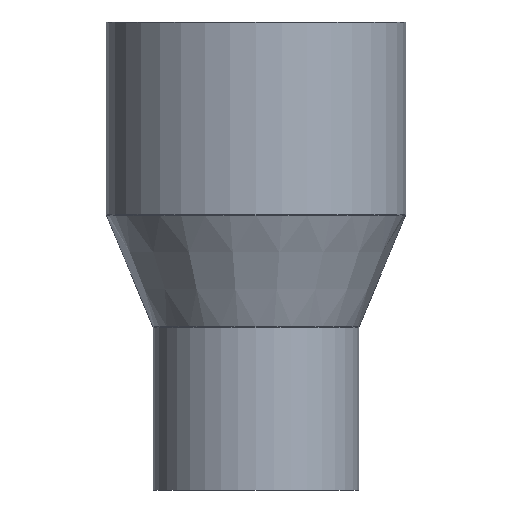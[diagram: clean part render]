
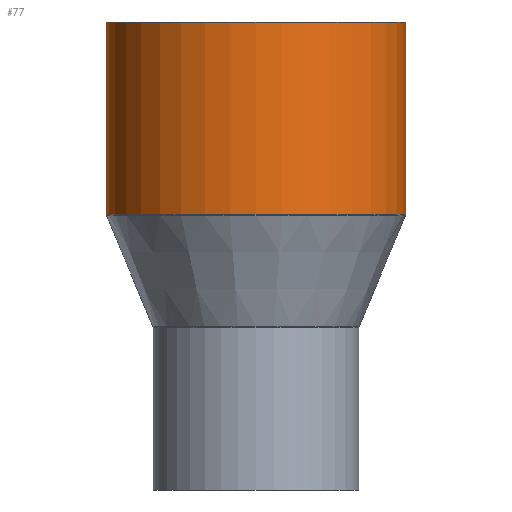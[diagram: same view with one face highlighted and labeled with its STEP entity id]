
A CAD part, front view. The second image highlights one B-rep face of the part: STEP entity #77.
In plain terms, the highlighted cylindrical face has radius 80 mm (diameter 160 mm), a partial arc.
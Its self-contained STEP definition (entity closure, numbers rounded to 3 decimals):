
#21 = VECTOR ( 'NONE', #332, 1000. ) ;
#34 = ORIENTED_EDGE ( 'NONE', *, *, #282, .F. ) ;
#41 = CARTESIAN_POINT ( 'NONE',  ( -80., 0., -16.533 ) ) ;
#60 = DIRECTION ( 'NONE',  ( 0., 0., -1. ) ) ;
#77 = ADVANCED_FACE ( 'NONE', ( #258 ), #313, .T. ) ;
#87 = CIRCLE ( 'NONE', #129, 80. ) ;
#100 = DIRECTION ( 'NONE',  ( -1., 0., 0. ) ) ;
#129 = AXIS2_PLACEMENT_3D ( 'NONE', #427, #531, #100 ) ;
#130 = EDGE_LOOP ( 'NONE', ( #34, #152, #331, #505 ) ) ;
#152 = ORIENTED_EDGE ( 'NONE', *, *, #325, .T. ) ;
#223 = DIRECTION ( 'NONE',  ( -1., 0., 0. ) ) ;
#233 = DIRECTION ( 'NONE',  ( 0., 0., -1. ) ) ;
#258 = FACE_OUTER_BOUND ( 'NONE', #130, .T. ) ;
#273 = CARTESIAN_POINT ( 'NONE',  ( 0., 0., 127.48 ) ) ;
#282 = EDGE_CURVE ( 'NONE', #373, #560, #576, .T. ) ;
#283 = CARTESIAN_POINT ( 'NONE',  ( -80., 0., 24.88 ) ) ;
#296 = CARTESIAN_POINT ( 'NONE',  ( -80., 0., 127.48 ) ) ;
#313 = CYLINDRICAL_SURFACE ( 'NONE', #430, 80. ) ;
#319 = CARTESIAN_POINT ( 'NONE',  ( 80., 0., 24.88 ) ) ;
#325 = EDGE_CURVE ( 'NONE', #373, #434, #355, .T. ) ;
#326 = DIRECTION ( 'NONE',  ( 0., 0., -1. ) ) ;
#330 = CARTESIAN_POINT ( 'NONE',  ( 80., 0., -16.533 ) ) ;
#331 = ORIENTED_EDGE ( 'NONE', *, *, #616, .T. ) ;
#332 = DIRECTION ( 'NONE',  ( 0., 0., -1. ) ) ;
#352 = EDGE_CURVE ( 'NONE', #560, #657, #87, .T. ) ;
#355 = CIRCLE ( 'NONE', #517, 80. ) ;
#373 = VERTEX_POINT ( 'NONE', #567 ) ;
#411 = DIRECTION ( 'NONE',  ( -1., 0., 0. ) ) ;
#427 = CARTESIAN_POINT ( 'NONE',  ( 0., 0., 24.88 ) ) ;
#430 = AXIS2_PLACEMENT_3D ( 'NONE', #519, #60, #411 ) ;
#434 = VERTEX_POINT ( 'NONE', #296 ) ;
#505 = ORIENTED_EDGE ( 'NONE', *, *, #352, .F. ) ;
#517 = AXIS2_PLACEMENT_3D ( 'NONE', #273, #326, #223 ) ;
#519 = CARTESIAN_POINT ( 'NONE',  ( 0., 0., -16.533 ) ) ;
#520 = LINE ( 'NONE', #41, #21 ) ;
#531 = DIRECTION ( 'NONE',  ( 0., 0., -1. ) ) ;
#560 = VERTEX_POINT ( 'NONE', #319 ) ;
#567 = CARTESIAN_POINT ( 'NONE',  ( 80., 0., 127.48 ) ) ;
#569 = VECTOR ( 'NONE', #233, 1000. ) ;
#576 = LINE ( 'NONE', #330, #569 ) ;
#616 = EDGE_CURVE ( 'NONE', #434, #657, #520, .T. ) ;
#657 = VERTEX_POINT ( 'NONE', #283 ) ;
